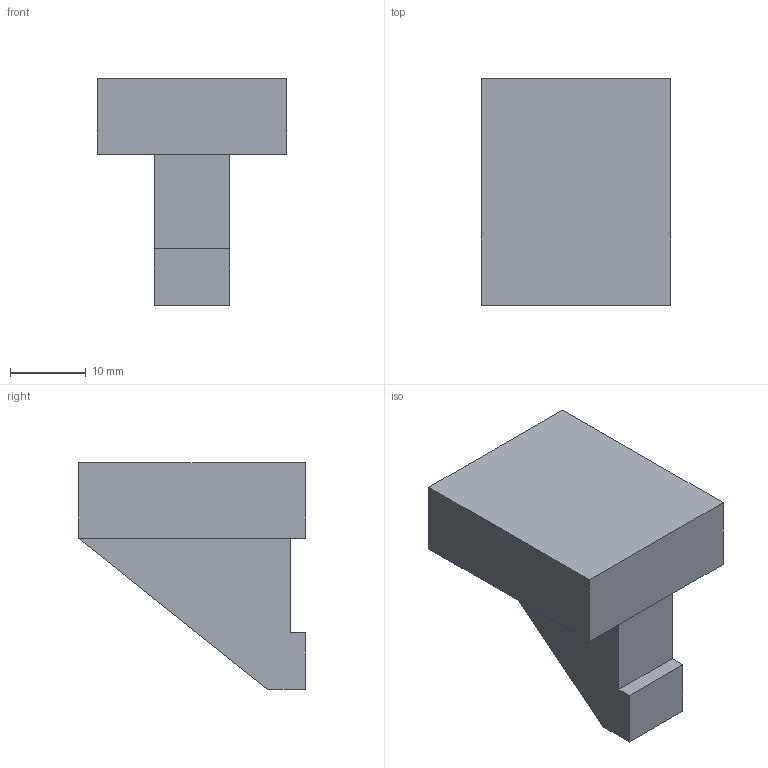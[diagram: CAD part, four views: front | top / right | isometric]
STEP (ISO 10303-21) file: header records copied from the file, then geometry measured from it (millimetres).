
FILE_DESCRIPTION(/* description */ ('WKZ-449'),/* implementation_level */ '2;1');
FILE_NAME(/* name */ 'E_3_01_06_08_00_WKZ-0449.stp',/* time_stamp */ '2025-11-25T09:42:36+01:00',/* author */ ('d.fischer'),/* organization */ (''),/* preprocessor_version */ 'ST-DEVELOPER v20',/* originating_system */ 'Autodesk Inventor 2025',/* authorisation */ '');
FILE_SCHEMA (('AUTOMOTIVE_DESIGN { 1 0 10303 214 3 1 1 }'));
Length unit declared in the file: millimetre
Products named in the file (1): E_3_01_06_08_00_WKZ-0449
Bounding box: 25 x 30 x 30 mm (x, y, z)
Volume: 10750 mm3; surface area: 3560.2 mm2
Topology: 1 solids, 1 shells, 13 faces, 31 edges, 20 vertices
Faces by surface type: plane 13
Entity records: 412 total; most frequent: CARTESIAN_POINT 65, ORIENTED_EDGE 62, DIRECTION 59, LINE 31, VECTOR 31, EDGE_CURVE 31, VERTEX_POINT 20, AXIS2_PLACEMENT_3D 14
